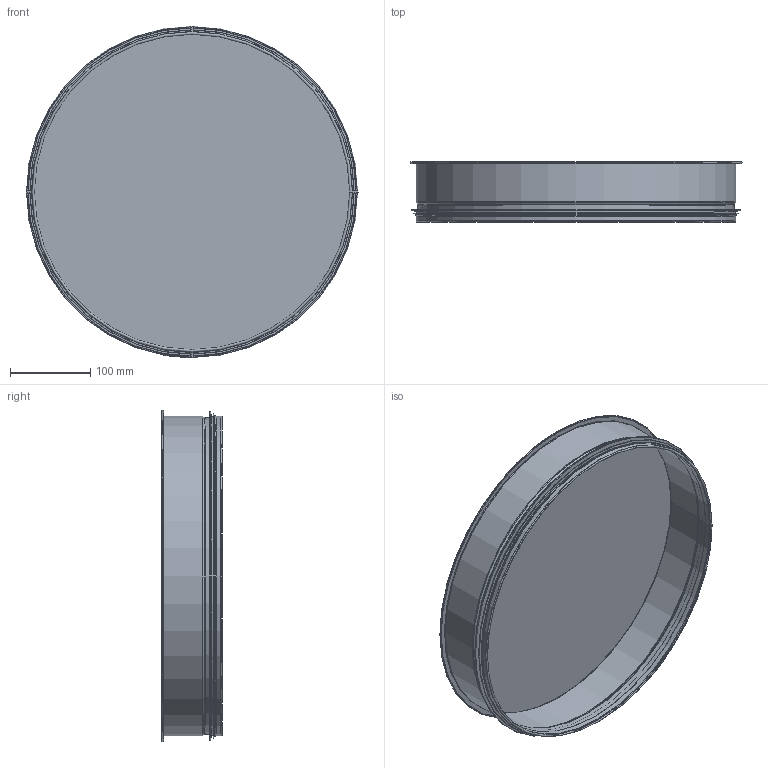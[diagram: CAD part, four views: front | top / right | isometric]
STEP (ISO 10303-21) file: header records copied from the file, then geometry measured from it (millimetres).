
FILE_DESCRIPTION((''),'2;1');
FILE_NAME('HNG-400.stp','2014-02-20T08:29:56',(''),(''),'Autodesk Inventor 2013','Autodesk Inventor 2013','');
FILE_SCHEMA(('AUTOMOTIVE_DESIGN { 1 2 10303 214 0 1 1 1 }'));
Length unit declared in the file: millimetre
Products named in the file (4): HNG-400; HNGRörämne-400; HNGN-400; 999009
Assembly tree (3 placements, depth 2):
  HNG-400
    HNGRörämne-400
    HNGN-400
    999009
Bounding box: 413.79 x 75 x 413.79 mm (x, y, z)
Volume: 234937.6 mm3; surface area: 570459.9 mm2
Topology: 3 solids, 3 shells, 76 faces, 144 edges, 77 vertices
Faces by surface type: plane 38, torus 18, cylinder 14, cone 6
Full cylindrical faces by diameter (mm): 393 x1, 394 x1, 395.2 x1, 397.8 x5, 398.8 x2, 401.8 x1, 404.2 x1, 409.2 x1, 411.05 x1
Entity records: 2019 total; most frequent: DIRECTION 368, CARTESIAN_POINT 289, ORIENTED_EDGE 258, AXIS2_PLACEMENT_3D 156, EDGE_CURVE 129, EDGE_LOOP 96, STYLED_ITEM 79, VERTEX_POINT 77
